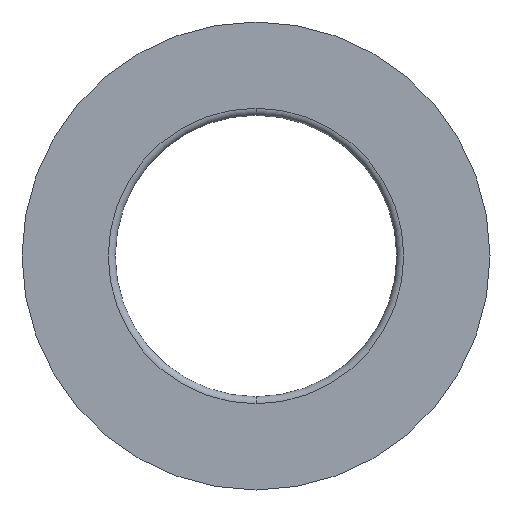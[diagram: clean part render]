
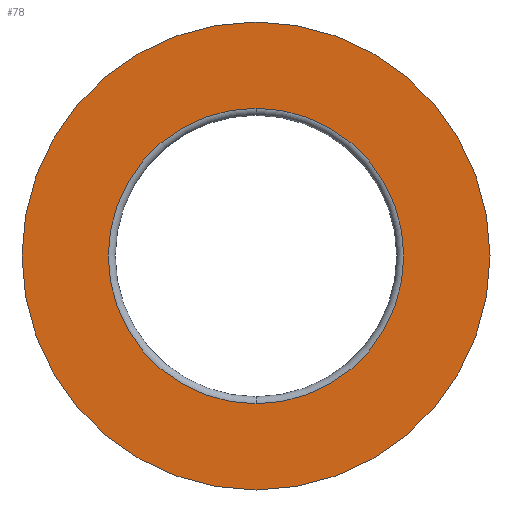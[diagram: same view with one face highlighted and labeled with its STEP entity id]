
A CAD part, front view. The second image highlights one B-rep face of the part: STEP entity #78.
In plain terms, the highlighted planar face has unit normal (0, -1, 0).
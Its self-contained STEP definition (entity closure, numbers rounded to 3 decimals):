
#1 = ORIENTED_EDGE ( 'NONE', *, *, #406, .T. ) ;
#7 = AXIS2_PLACEMENT_3D ( 'NONE', #115, #117, #245 ) ;
#11 = CARTESIAN_POINT ( 'NONE',  ( 0., 0., 42. ) ) ;
#14 = FACE_BOUND ( 'NONE', #161, .T. ) ;
#27 = VERTEX_POINT ( 'NONE', #11 ) ;
#41 = AXIS2_PLACEMENT_3D ( 'NONE', #391, #256, #372 ) ;
#78 = ADVANCED_FACE ( 'NONE', ( #14, #148 ), #281, .T. ) ;
#84 = DIRECTION ( 'NONE',  ( 0., 0., -1. ) ) ;
#86 = DIRECTION ( 'NONE',  ( 0., 0., 1. ) ) ;
#91 = DIRECTION ( 'NONE',  ( 0., 1., 0. ) ) ;
#106 = VERTEX_POINT ( 'NONE', #355 ) ;
#112 = CIRCLE ( 'NONE', #242, 66.5 ) ;
#113 = DIRECTION ( 'NONE',  ( 0., -1., 0. ) ) ;
#115 = CARTESIAN_POINT ( 'NONE',  ( 0., 0., 0. ) ) ;
#117 = DIRECTION ( 'NONE',  ( 0., 1., 0. ) ) ;
#118 = EDGE_CURVE ( 'NONE', #360, #106, #149, .T. ) ;
#120 = DIRECTION ( 'NONE',  ( 0., 1., 0. ) ) ;
#137 = ORIENTED_EDGE ( 'NONE', *, *, #187, .T. ) ;
#145 = EDGE_LOOP ( 'NONE', ( #381, #366 ) ) ;
#148 = FACE_OUTER_BOUND ( 'NONE', #145, .T. ) ;
#149 = CIRCLE ( 'NONE', #220, 66.5 ) ;
#156 = DIRECTION ( 'NONE',  ( 0., 0., 1. ) ) ;
#161 = EDGE_LOOP ( 'NONE', ( #1, #137 ) ) ;
#187 = EDGE_CURVE ( 'NONE', #292, #27, #189, .T. ) ;
#189 = CIRCLE ( 'NONE', #7, 42. ) ;
#211 = EDGE_CURVE ( 'NONE', #106, #360, #112, .T. ) ;
#220 = AXIS2_PLACEMENT_3D ( 'NONE', #422, #120, #156 ) ;
#242 = AXIS2_PLACEMENT_3D ( 'NONE', #387, #91, #86 ) ;
#245 = DIRECTION ( 'NONE',  ( 0., 0., 1. ) ) ;
#256 = DIRECTION ( 'NONE',  ( 0., 1., 0. ) ) ;
#281 = PLANE ( 'NONE',  #382 ) ;
#292 = VERTEX_POINT ( 'NONE', #297 ) ;
#297 = CARTESIAN_POINT ( 'NONE',  ( 0., 0., -42. ) ) ;
#324 = CIRCLE ( 'NONE', #41, 42. ) ;
#355 = CARTESIAN_POINT ( 'NONE',  ( 0., 0., -66.5 ) ) ;
#360 = VERTEX_POINT ( 'NONE', #399 ) ;
#366 = ORIENTED_EDGE ( 'NONE', *, *, #211, .F. ) ;
#372 = DIRECTION ( 'NONE',  ( 0., 0., 1. ) ) ;
#381 = ORIENTED_EDGE ( 'NONE', *, *, #118, .F. ) ;
#382 = AXIS2_PLACEMENT_3D ( 'NONE', #414, #113, #84 ) ;
#387 = CARTESIAN_POINT ( 'NONE',  ( 0., 0., 0. ) ) ;
#391 = CARTESIAN_POINT ( 'NONE',  ( 0., 0., 0. ) ) ;
#399 = CARTESIAN_POINT ( 'NONE',  ( 0., 0., 66.5 ) ) ;
#406 = EDGE_CURVE ( 'NONE', #27, #292, #324, .T. ) ;
#414 = CARTESIAN_POINT ( 'NONE',  ( -66.5, 0., 0. ) ) ;
#422 = CARTESIAN_POINT ( 'NONE',  ( 0., 0., 0. ) ) ;
